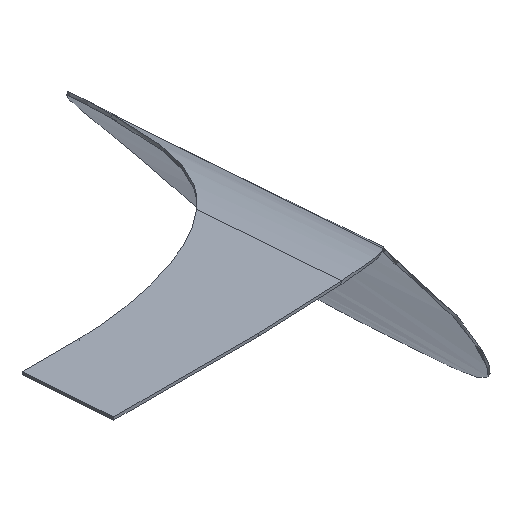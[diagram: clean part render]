
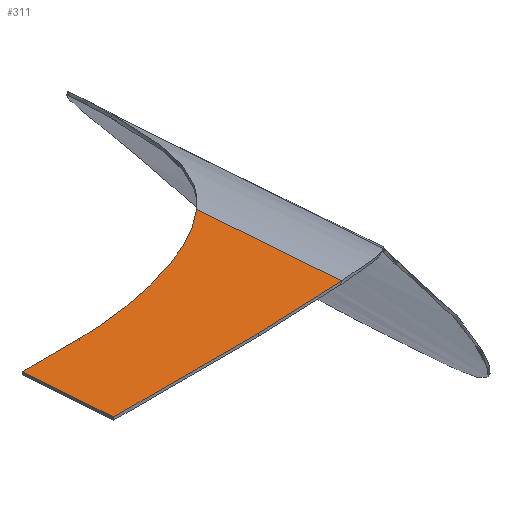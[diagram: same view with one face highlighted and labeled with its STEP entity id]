
A CAD part, isometric view. The second image highlights one B-rep face of the part: STEP entity #311.
In plain terms, the highlighted planar face has unit normal (0, 0.072, 0.997).
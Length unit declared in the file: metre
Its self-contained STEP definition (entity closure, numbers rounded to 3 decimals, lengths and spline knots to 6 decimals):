
#25=PLANE('',#333);
#30=LINE('',#1525,#43);
#33=LINE('',#1531,#46);
#35=LINE('',#1544,#48);
#36=LINE('',#1546,#49);
#43=VECTOR('',#344,1.);
#46=VECTOR('',#349,1.);
#48=VECTOR('',#353,1.);
#49=VECTOR('',#356,1.);
#107=ORIENTED_EDGE('',*,*,#179,.F.);
#108=ORIENTED_EDGE('',*,*,#183,.T.);
#109=ORIENTED_EDGE('',*,*,#182,.T.);
#110=ORIENTED_EDGE('',*,*,#146,.T.);
#111=ORIENTED_EDGE('',*,*,#184,.T.);
#112=ORIENTED_EDGE('',*,*,#173,.F.);
#113=ORIENTED_EDGE('',*,*,#176,.F.);
#146=EDGE_CURVE('',#189,#191,#219,.F.);
#173=EDGE_CURVE('',#209,#207,#245,.F.);
#176=EDGE_CURVE('',#211,#209,#30,.T.);
#179=EDGE_CURVE('',#213,#211,#33,.T.);
#182=EDGE_CURVE('',#215,#189,#247,.F.);
#183=EDGE_CURVE('',#213,#215,#35,.T.);
#184=EDGE_CURVE('',#191,#207,#36,.F.);
#189=VERTEX_POINT('',#380);
#191=VERTEX_POINT('',#390);
#207=VERTEX_POINT('',#1461);
#209=VERTEX_POINT('',#1514);
#211=VERTEX_POINT('',#1524);
#213=VERTEX_POINT('',#1530);
#215=VERTEX_POINT('',#1543);
#219=B_SPLINE_CURVE_WITH_KNOTS('',3,(#391,#392,#393,#394),.UNSPECIFIED.,
 .F.,.F.,(4,4),(0.,1.),.UNSPECIFIED.);
#245=B_SPLINE_CURVE_WITH_KNOTS('',3,(#1515,#1516,#1517,#1518,#1519),
 .UNSPECIFIED.,.F.,.F.,(4,1,4),(0.,0.500678,1.),.UNSPECIFIED.);
#247=B_SPLINE_CURVE_WITH_KNOTS('',3,(#1539,#1540,#1541,#1542),
 .UNSPECIFIED.,.F.,.F.,(4,4),(0.,1.),.UNSPECIFIED.);
#261=EDGE_LOOP('',(#107,#108,#109,#110,#111,#112,#113));
#280=FACE_BOUND('',#261,.T.);
#311=ADVANCED_FACE('',(#280),#25,.T.);
#333=AXIS2_PLACEMENT_3D('',#1545,#354,#355);
#344=DIRECTION('',(1.,0.,0.));
#349=DIRECTION('',(0.,0.997,-0.072));
#353=DIRECTION('',(1.,0.,0.));
#354=DIRECTION('',(0.,0.072,0.997));
#355=DIRECTION('',(0.,-0.997,0.072));
#356=DIRECTION('',(0.,-0.997,0.072));
#380=CARTESIAN_POINT('',(0.086596,-0.689216,-0.151329));
#390=CARTESIAN_POINT('',(0.1387,-0.686774,-0.151506));
#391=CARTESIAN_POINT('',(0.186266,-0.662404,-0.153276));
#392=CARTESIAN_POINT('',(0.159436,-0.691381,-0.151171));
#393=CARTESIAN_POINT('',(0.1387,-0.689216,-0.151329));
#394=CARTESIAN_POINT('',(0.034492,-0.689216,-0.151329));
#1461=CARTESIAN_POINT('',(0.1387,-0.600111,-0.157801));
#1514=CARTESIAN_POINT('',(0.034492,-0.634481,-0.155305));
#1515=CARTESIAN_POINT('',(0.186266,-0.500795,-0.165016));
#1516=CARTESIAN_POINT('',(0.177854,-0.529434,-0.162935));
#1517=CARTESIAN_POINT('',(0.158687,-0.618123,-0.156493));
#1518=CARTESIAN_POINT('',(0.059892,-0.634481,-0.155305));
#1519=CARTESIAN_POINT('',(0.034492,-0.634481,-0.155305));
#1524=CARTESIAN_POINT('',(0.,-0.634481,-0.155305));
#1525=CARTESIAN_POINT('',(-0.034492,-0.634481,-0.155305));
#1530=CARTESIAN_POINT('',(0.,-0.689216,-0.151329));
#1531=CARTESIAN_POINT('',(0.,-0.689216,-0.151329));
#1539=CARTESIAN_POINT('',(0.086596,-0.689216,-0.151329));
#1540=CARTESIAN_POINT('',(0.069228,-0.689216,-0.151329));
#1541=CARTESIAN_POINT('',(0.05186,-0.689216,-0.151329));
#1542=CARTESIAN_POINT('',(0.034492,-0.689216,-0.151329));
#1543=CARTESIAN_POINT('',(0.034492,-0.689216,-0.151329));
#1544=CARTESIAN_POINT('',(-0.034492,-0.689216,-0.151329));
#1545=CARTESIAN_POINT('',(-0.088973,-0.689216,-0.151329));
#1546=CARTESIAN_POINT('',(0.1387,-0.689216,-0.151329));
